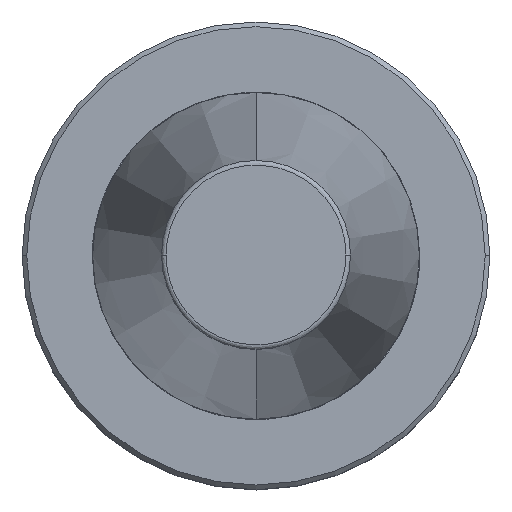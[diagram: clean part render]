
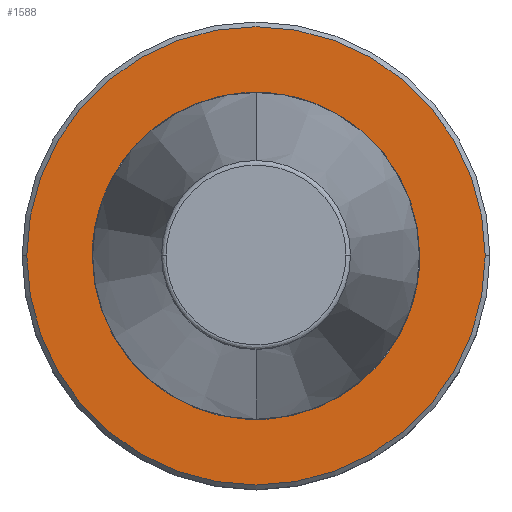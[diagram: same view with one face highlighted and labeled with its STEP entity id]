
A CAD part, top view. The second image highlights one B-rep face of the part: STEP entity #1588.
In plain terms, the highlighted planar face has unit normal (0, 0, 1).
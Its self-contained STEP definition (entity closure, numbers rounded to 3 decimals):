
#5 = FACE_BOUND ( 'NONE', #980, .T. ) ;
#24 =( BOUNDED_CURVE ( )  B_SPLINE_CURVE ( 3, ( #1781, #1876, #1759, #1779 ),
 .UNSPECIFIED., .F., .F. ) 
 B_SPLINE_CURVE_WITH_KNOTS ( ( 4, 4 ),
 ( 0., 1. ),
 .UNSPECIFIED. ) 
 CURVE ( )  GEOMETRIC_REPRESENTATION_ITEM ( )  RATIONAL_B_SPLINE_CURVE ( ( 1., 0.333, 0.333, 1. ) ) 
 REPRESENTATION_ITEM ( '' )  );
#50 = VERTEX_POINT ( 'NONE', #1591 ) ;
#75 = EDGE_CURVE ( 'NONE', #50, #2408, #1007, .T. ) ;
#119 = EDGE_CURVE ( 'NONE', #2408, #50, #1062, .T. ) ;
#156 = DIRECTION ( 'NONE',  ( -1., 0., 0. ) ) ;
#160 = DIRECTION ( 'NONE',  ( 0., 0., -1. ) ) ;
#179 = CARTESIAN_POINT ( 'NONE',  ( 0., 35., -3. ) ) ;
#190 = PLANE ( 'NONE',  #1190 ) ;
#220 = CARTESIAN_POINT ( 'NONE',  ( 35., 0., -3. ) ) ;
#257 = EDGE_CURVE ( 'NONE', #1247, #1557, #24, .T. ) ;
#811 = ORIENTED_EDGE ( 'NONE', *, *, #974, .F. ) ;
#957 = AXIS2_PLACEMENT_3D ( 'NONE', #1840, #1833, #1987 ) ;
#969 = CARTESIAN_POINT ( 'NONE',  ( -35., 0., -3. ) ) ;
#974 = EDGE_CURVE ( 'NONE', #1557, #1247, #1303, .T. ) ;
#980 = EDGE_LOOP ( 'NONE', ( #1904, #811 ) ) ;
#1007 = CIRCLE ( 'NONE', #2361, 49. ) ;
#1062 = CIRCLE ( 'NONE', #957, 49. ) ;
#1181 = CARTESIAN_POINT ( 'NONE',  ( -35., 0., -3. ) ) ;
#1183 = CARTESIAN_POINT ( 'NONE',  ( -35., 70., -3. ) ) ;
#1189 = CARTESIAN_POINT ( 'NONE',  ( 35., 70., -3. ) ) ;
#1190 = AXIS2_PLACEMENT_3D ( 'NONE', #179, #160, #156 ) ;
#1197 = CARTESIAN_POINT ( 'NONE',  ( 35., 0., -3. ) ) ;
#1247 = VERTEX_POINT ( 'NONE', #969 ) ;
#1303 =( BOUNDED_CURVE ( )  B_SPLINE_CURVE ( 3, ( #1197, #1189, #1183, #1181 ),
 .UNSPECIFIED., .F., .F. ) 
 B_SPLINE_CURVE_WITH_KNOTS ( ( 4, 4 ),
 ( 0., 1. ),
 .UNSPECIFIED. ) 
 CURVE ( )  GEOMETRIC_REPRESENTATION_ITEM ( )  RATIONAL_B_SPLINE_CURVE ( ( 1., 0.333, 0.333, 1. ) ) 
 REPRESENTATION_ITEM ( '' )  );
#1557 = VERTEX_POINT ( 'NONE', #220 ) ;
#1588 = ADVANCED_FACE ( 'NONE', ( #5, #2276 ), #190, .F. ) ;
#1591 = CARTESIAN_POINT ( 'NONE',  ( -49., 0., -3. ) ) ;
#1759 = CARTESIAN_POINT ( 'NONE',  ( 35., -70., -3. ) ) ;
#1766 = CARTESIAN_POINT ( 'NONE',  ( 49., 0., -3. ) ) ;
#1779 = CARTESIAN_POINT ( 'NONE',  ( 35., 0., -3. ) ) ;
#1781 = CARTESIAN_POINT ( 'NONE',  ( -35., 0., -3. ) ) ;
#1833 = DIRECTION ( 'NONE',  ( 0., 0., -1. ) ) ;
#1840 = CARTESIAN_POINT ( 'NONE',  ( 0., 0., -3. ) ) ;
#1864 = DIRECTION ( 'NONE',  ( 0., 0., -1. ) ) ;
#1867 = CARTESIAN_POINT ( 'NONE',  ( 0., 0., -3. ) ) ;
#1876 = CARTESIAN_POINT ( 'NONE',  ( -35., -70., -3. ) ) ;
#1904 = ORIENTED_EDGE ( 'NONE', *, *, #257, .F. ) ;
#1946 = DIRECTION ( 'NONE',  ( -1., 0., 0. ) ) ;
#1948 = EDGE_LOOP ( 'NONE', ( #2153, #2343 ) ) ;
#1987 = DIRECTION ( 'NONE',  ( -1., 0., 0. ) ) ;
#2153 = ORIENTED_EDGE ( 'NONE', *, *, #75, .F. ) ;
#2276 = FACE_OUTER_BOUND ( 'NONE', #1948, .T. ) ;
#2343 = ORIENTED_EDGE ( 'NONE', *, *, #119, .F. ) ;
#2361 = AXIS2_PLACEMENT_3D ( 'NONE', #1867, #1864, #1946 ) ;
#2408 = VERTEX_POINT ( 'NONE', #1766 ) ;
